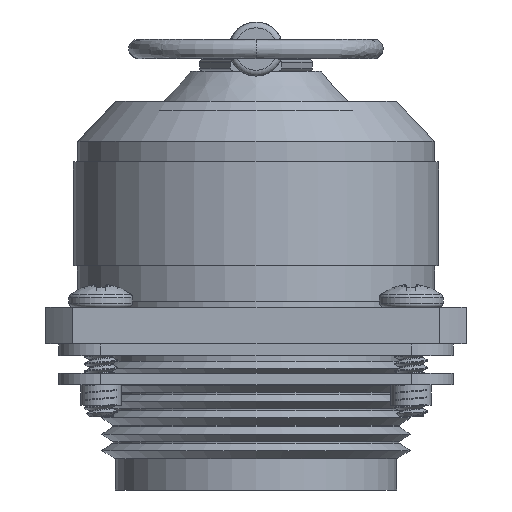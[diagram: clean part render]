
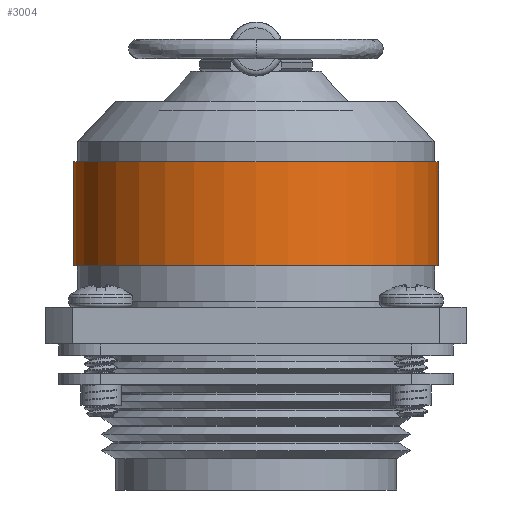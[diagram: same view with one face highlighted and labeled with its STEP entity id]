
A CAD part, front view. The second image highlights one B-rep face of the part: STEP entity #3004.
In plain terms, the highlighted cylindrical face has radius 15.875 mm (diameter 31.75 mm), a full revolution.
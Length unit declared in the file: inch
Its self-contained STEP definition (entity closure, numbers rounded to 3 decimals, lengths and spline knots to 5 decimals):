
#258 = CIRCLE ( 'NONE', #2058, 0.625 ) ;
#793 = CARTESIAN_POINT ( 'NONE',  ( 0., 0.789, 0. ) ) ;
#2058 = AXIS2_PLACEMENT_3D ( 'NONE', #10360, #2508, #11697 ) ;
#2508 = DIRECTION ( 'NONE',  ( 0., 1., 0. ) ) ;
#3004 = ADVANCED_FACE ( 'NONE', ( #8478, #8911 ), #8059, .T. ) ;
#3527 = CARTESIAN_POINT ( 'NONE',  ( 0., 0.12205, 0.625 ) ) ;
#4246 = EDGE_CURVE ( 'NONE', #15031, #15031, #258, .T. ) ;
#5532 = CIRCLE ( 'NONE', #11105, 0.625 ) ;
#5696 = DIRECTION ( 'NONE',  ( 0., 1., 0. ) ) ;
#6041 = EDGE_CURVE ( 'NONE', #14218, #14218, #5532, .T. ) ;
#8059 = CYLINDRICAL_SURFACE ( 'NONE', #10504, 0.625 ) ;
#8478 = FACE_OUTER_BOUND ( 'NONE', #13785, .T. ) ;
#8547 = DIRECTION ( 'NONE',  ( 0., 1., 0. ) ) ;
#8911 = FACE_OUTER_BOUND ( 'NONE', #16249, .T. ) ;
#10360 = CARTESIAN_POINT ( 'NONE',  ( 0., 0.47805, 0. ) ) ;
#10504 = AXIS2_PLACEMENT_3D ( 'NONE', #793, #8547, #16548 ) ;
#11105 = AXIS2_PLACEMENT_3D ( 'NONE', #13584, #5696, #14885 ) ;
#11697 = DIRECTION ( 'NONE',  ( 0., 0., 1. ) ) ;
#13292 = ORIENTED_EDGE ( 'NONE', *, *, #6041, .T. ) ;
#13584 = CARTESIAN_POINT ( 'NONE',  ( 0., 0.12205, 0. ) ) ;
#13785 = EDGE_LOOP ( 'NONE', ( #16848 ) ) ;
#14003 = CARTESIAN_POINT ( 'NONE',  ( 0., 0.47805, 0.625 ) ) ;
#14218 = VERTEX_POINT ( 'NONE', #3527 ) ;
#14885 = DIRECTION ( 'NONE',  ( 0., 0., 1. ) ) ;
#15031 = VERTEX_POINT ( 'NONE', #14003 ) ;
#16249 = EDGE_LOOP ( 'NONE', ( #13292 ) ) ;
#16548 = DIRECTION ( 'NONE',  ( 0., 0., 1. ) ) ;
#16848 = ORIENTED_EDGE ( 'NONE', *, *, #4246, .F. ) ;
